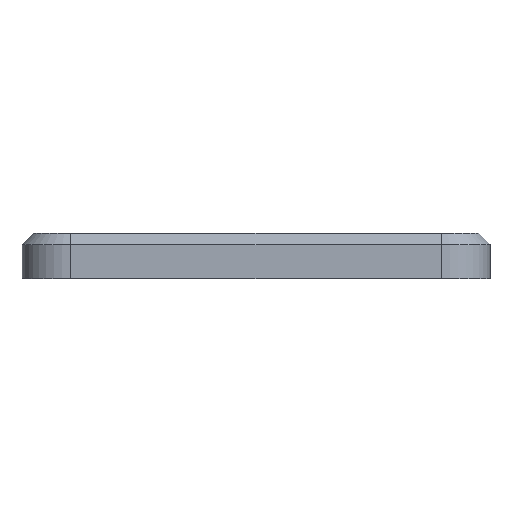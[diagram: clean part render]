
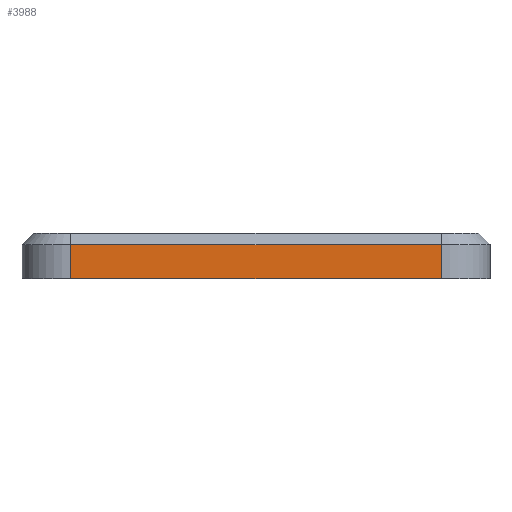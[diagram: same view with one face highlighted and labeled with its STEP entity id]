
A CAD part, left-side view. The second image highlights one B-rep face of the part: STEP entity #3988.
In plain terms, the highlighted planar face has unit normal (-1, 0, 0).
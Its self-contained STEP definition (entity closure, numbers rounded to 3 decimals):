
#191=PLANE('',#4335);
#399=FACE_OUTER_BOUND('',#630,.T.);
#630=EDGE_LOOP('',(#3717,#3718,#3719,#3720));
#675=LINE('',#5618,#1120);
#1059=LINE('',#6560,#1504);
#1075=LINE('',#6599,#1520);
#1076=LINE('',#6601,#1521);
#1120=VECTOR('',#4514,10.);
#1504=VECTOR('',#5382,10.);
#1520=VECTOR('',#5444,10.);
#1521=VECTOR('',#5447,10.);
#1700=VERTEX_POINT('',#5615);
#1701=VERTEX_POINT('',#5617);
#2016=VERTEX_POINT('',#6554);
#2017=VERTEX_POINT('',#6558);
#2096=EDGE_CURVE('',#1700,#1701,#675,.T.);
#2568=EDGE_CURVE('',#2016,#2017,#1059,.T.);
#2585=EDGE_CURVE('',#1700,#2017,#1075,.T.);
#2586=EDGE_CURVE('',#1701,#2016,#1076,.T.);
#3717=ORIENTED_EDGE('',*,*,#2568,.F.);
#3718=ORIENTED_EDGE('',*,*,#2586,.F.);
#3719=ORIENTED_EDGE('',*,*,#2096,.F.);
#3720=ORIENTED_EDGE('',*,*,#2585,.T.);
#3988=ADVANCED_FACE('',(#399),#191,.T.);
#4335=AXIS2_PLACEMENT_3D('',#6600,#5445,#5446);
#4514=DIRECTION('',(0.,1.,0.));
#5382=DIRECTION('',(0.,-1.,0.));
#5444=DIRECTION('',(0.,0.,1.));
#5445=DIRECTION('center_axis',(-1.,0.,0.));
#5446=DIRECTION('ref_axis',(0.,-1.,0.));
#5447=DIRECTION('',(0.,0.,1.));
#5615=CARTESIAN_POINT('',(-79.15,-32.25,-1.));
#5617=CARTESIAN_POINT('',(-79.15,32.25,-1.));
#5618=CARTESIAN_POINT('',(-79.15,-32.25,-1.));
#6554=CARTESIAN_POINT('',(-79.15,32.25,5.));
#6558=CARTESIAN_POINT('',(-79.15,-32.25,5.));
#6560=CARTESIAN_POINT('',(-79.15,16.125,5.));
#6599=CARTESIAN_POINT('',(-79.15,-32.25,0.));
#6600=CARTESIAN_POINT('Origin',(-79.15,32.25,0.));
#6601=CARTESIAN_POINT('',(-79.15,32.25,0.));
